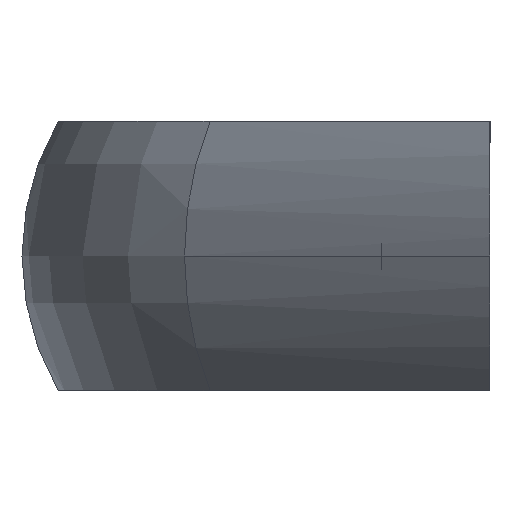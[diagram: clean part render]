
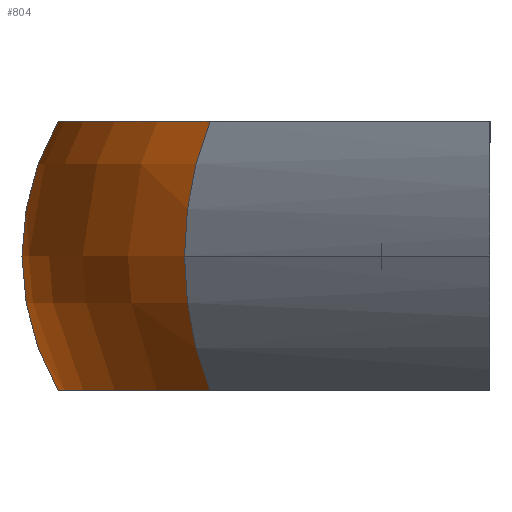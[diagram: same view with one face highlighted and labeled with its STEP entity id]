
A CAD part, left-side view. The second image highlights one B-rep face of the part: STEP entity #804.
In plain terms, the highlighted toroidal (fillet/blend) face has major radius 15.83 mm and minor radius 15 mm.
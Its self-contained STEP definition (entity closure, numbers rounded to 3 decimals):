
#14 = CIRCLE ( 'NONE', #291, 28.82 ) ;
#26 = TOROIDAL_SURFACE ( 'NONE', #65, 15.83, 15. ) ;
#30 = CARTESIAN_POINT ( 'NONE',  ( -92.923, 6.364, 0. ) ) ;
#37 = DIRECTION ( 'NONE',  ( 0., 0., -1. ) ) ;
#65 = AXIS2_PLACEMENT_3D ( 'NONE', #209, #380, #763 ) ;
#77 = CIRCLE ( 'NONE', #455, 28.82 ) ;
#90 = ORIENTED_EDGE ( 'NONE', *, *, #283, .F. ) ;
#122 = EDGE_CURVE ( 'NONE', #441, #944, #255, .T. ) ;
#145 = CARTESIAN_POINT ( 'NONE',  ( -92.923, 6.364, 0. ) ) ;
#146 = CIRCLE ( 'NONE', #490, 15. ) ;
#209 = CARTESIAN_POINT ( 'NONE',  ( -81.73, -4.83, 0. ) ) ;
#219 = AXIS2_PLACEMENT_3D ( 'NONE', #970, #731, #658 ) ;
#226 = ORIENTED_EDGE ( 'NONE', *, *, #890, .T. ) ;
#255 = CIRCLE ( 'NONE', #219, 15. ) ;
#281 = CARTESIAN_POINT ( 'NONE',  ( -81.73, -4.83, 7.5 ) ) ;
#283 = EDGE_CURVE ( 'NONE', #611, #441, #14, .T. ) ;
#284 = ORIENTED_EDGE ( 'NONE', *, *, #706, .F. ) ;
#291 = AXIS2_PLACEMENT_3D ( 'NONE', #784, #792, #881 ) ;
#302 = DIRECTION ( 'NONE',  ( 0.707, 0.707, 0. ) ) ;
#356 = CARTESIAN_POINT ( 'NONE',  ( -81.73, 23.99, 7.5 ) ) ;
#360 = AXIS2_PLACEMENT_3D ( 'NONE', #30, #670, #666 ) ;
#380 = DIRECTION ( 'NONE',  ( 0., 0., -1. ) ) ;
#423 = ORIENTED_EDGE ( 'NONE', *, *, #725, .T. ) ;
#427 = CARTESIAN_POINT ( 'NONE',  ( -81.73, 23.99, -7.5 ) ) ;
#441 = VERTEX_POINT ( 'NONE', #427 ) ;
#455 = AXIS2_PLACEMENT_3D ( 'NONE', #281, #37, #744 ) ;
#490 = AXIS2_PLACEMENT_3D ( 'NONE', #969, #920, #824 ) ;
#513 = CARTESIAN_POINT ( 'NONE',  ( -103.53, 16.97, 0. ) ) ;
#522 = ORIENTED_EDGE ( 'NONE', *, *, #957, .T. ) ;
#531 = FACE_OUTER_BOUND ( 'NONE', #1014, .T. ) ;
#611 = VERTEX_POINT ( 'NONE', #901 ) ;
#658 = DIRECTION ( 'NONE',  ( 0., 0., 1. ) ) ;
#666 = DIRECTION ( 'NONE',  ( 0., 0., 1. ) ) ;
#670 = DIRECTION ( 'NONE',  ( 0.707, 0.707, 0. ) ) ;
#706 = EDGE_CURVE ( 'NONE', #944, #765, #146, .T. ) ;
#715 = VERTEX_POINT ( 'NONE', #513 ) ;
#725 = EDGE_CURVE ( 'NONE', #715, #1017, #803, .T. ) ;
#731 = DIRECTION ( 'NONE',  ( 1., 0., 0. ) ) ;
#744 = DIRECTION ( 'NONE',  ( -0.707, 0.707, 0. ) ) ;
#763 = DIRECTION ( 'NONE',  ( -1., 0., 0. ) ) ;
#765 = VERTEX_POINT ( 'NONE', #356 ) ;
#781 = DIRECTION ( 'NONE',  ( 0., 0., 1. ) ) ;
#784 = CARTESIAN_POINT ( 'NONE',  ( -81.73, -4.83, -7.5 ) ) ;
#792 = DIRECTION ( 'NONE',  ( 0., 0., -1. ) ) ;
#803 = CIRCLE ( 'NONE', #360, 15. ) ;
#804 = ADVANCED_FACE ( 'NONE', ( #531 ), #26, .T. ) ;
#805 = CARTESIAN_POINT ( 'NONE',  ( -102.109, 15.549, 7.5 ) ) ;
#824 = DIRECTION ( 'NONE',  ( 0., 0., 1. ) ) ;
#881 = DIRECTION ( 'NONE',  ( -0.707, 0.707, 0. ) ) ;
#890 = EDGE_CURVE ( 'NONE', #611, #715, #903, .T. ) ;
#901 = CARTESIAN_POINT ( 'NONE',  ( -102.109, 15.549, -7.5 ) ) ;
#903 = CIRCLE ( 'NONE', #1033, 15. ) ;
#920 = DIRECTION ( 'NONE',  ( 1., 0., 0. ) ) ;
#944 = VERTEX_POINT ( 'NONE', #999 ) ;
#957 = EDGE_CURVE ( 'NONE', #1017, #765, #77, .T. ) ;
#969 = CARTESIAN_POINT ( 'NONE',  ( -81.73, 11., 0. ) ) ;
#970 = CARTESIAN_POINT ( 'NONE',  ( -81.73, 11., 0. ) ) ;
#999 = CARTESIAN_POINT ( 'NONE',  ( -81.73, 26., 0. ) ) ;
#1014 = EDGE_LOOP ( 'NONE', ( #522, #284, #1035, #90, #226, #423 ) ) ;
#1017 = VERTEX_POINT ( 'NONE', #805 ) ;
#1033 = AXIS2_PLACEMENT_3D ( 'NONE', #145, #302, #781 ) ;
#1035 = ORIENTED_EDGE ( 'NONE', *, *, #122, .F. ) ;
